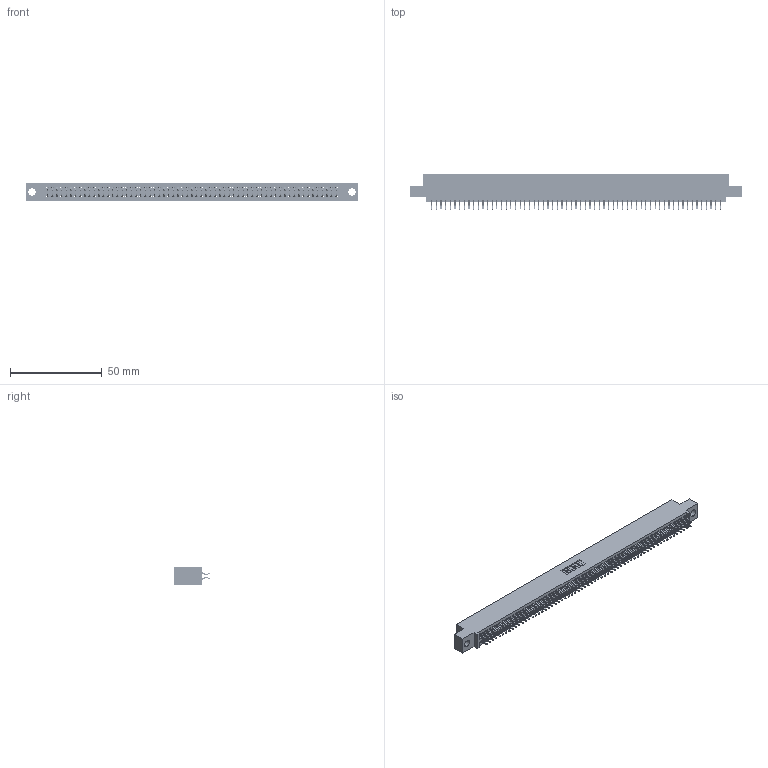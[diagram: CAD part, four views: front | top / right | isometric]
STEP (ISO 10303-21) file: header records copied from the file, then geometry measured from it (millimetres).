
FILE_DESCRIPTION (( 'STEP AP203' ), '1' );
FILE_NAME ('345-126-556-504.STEP', '2021-05-25T19:20:05', ( '' ), ( '' ), 'SwSTEP 2.0', 'SolidWorks 2020', '' );
FILE_SCHEMA (( 'CONFIG_CONTROL_DESIGN' ));
Length unit declared in the file: inch
Products named in the file (3): 345-126-556-504; 345-292-001_556 Tail; 345 Part_0.110 Offset - 0.156 Dia-TI
Assembly tree (127 placements, depth 2):
  345-126-556-504
    345 Part_0.110 Offset - 0.156 Dia-TI
    345-292-001_556 Tail  x126
Bounding box: 181.23 x 19.24 x 9.4 mm (x, y, z)
Volume: 17615.4 mm3; surface area: 26279.4 mm2
Topology: 127 solids, 127 shells, 7200 faces, 21431 edges, 14118 vertices
Faces by surface type: plane 4760, cylinder 2440
Entity records: 47375 total; most frequent: CARTESIAN_POINT 7942, ORIENTED_EDGE 7862, DIRECTION 6963, EDGE_CURVE 3931, LINE 3539, VECTOR 3539, VERTEX_POINT 2618, AXIS2_PLACEMENT_3D 1712
